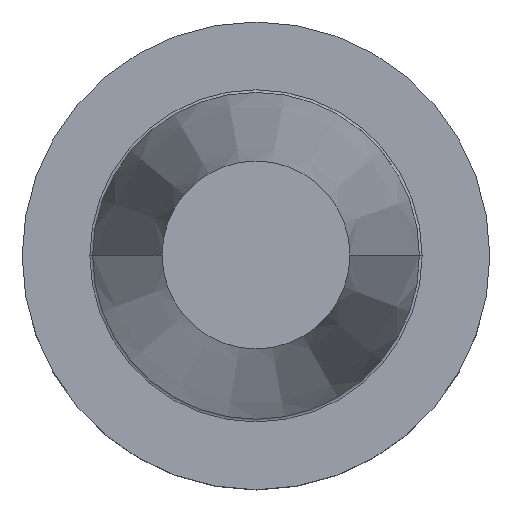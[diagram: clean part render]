
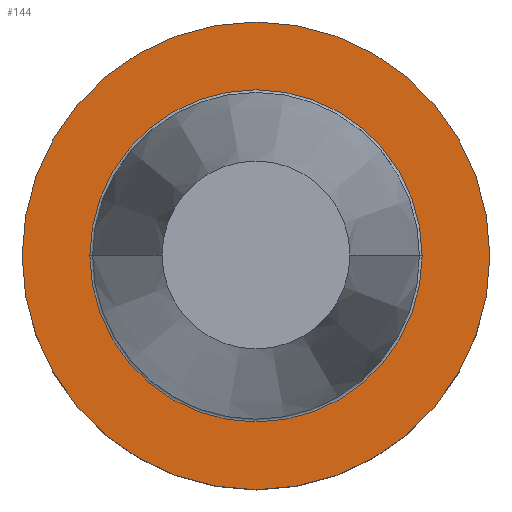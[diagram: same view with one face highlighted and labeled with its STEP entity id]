
A CAD part, top view. The second image highlights one B-rep face of the part: STEP entity #144.
In plain terms, the highlighted planar face has unit normal (0, 0, 1).
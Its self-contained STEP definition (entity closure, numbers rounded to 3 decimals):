
#77=PLANE('',#1071);
#104=FACE_BOUND('',#277,.T.);
#105=FACE_BOUND('',#278,.T.);
#144=ADVANCED_FACE('',(#104,#105),#77,.F.);
#277=EDGE_LOOP('',(#441,#442));
#278=EDGE_LOOP('',(#443));
#335=CIRCLE('',#1040,35.5);
#339=CIRCLE('',#1045,49.979);
#354=CIRCLE('',#1070,35.5);
#441=ORIENTED_EDGE('',*,*,#790,.T.);
#442=ORIENTED_EDGE('',*,*,#765,.T.);
#443=ORIENTED_EDGE('',*,*,#769,.F.);
#668=VERTEX_POINT('',#1458);
#669=VERTEX_POINT('',#1459);
#670=VERTEX_POINT('',#1465);
#765=EDGE_CURVE('',#668,#669,#335,.T.);
#769=EDGE_CURVE('',#670,#670,#339,.T.);
#790=EDGE_CURVE('',#669,#668,#354,.T.);
#1040=AXIS2_PLACEMENT_3D('',#1457,#1187,#1188);
#1045=AXIS2_PLACEMENT_3D('',#1464,#1197,#1198);
#1070=AXIS2_PLACEMENT_3D('',#1508,#1253,#1254);
#1071=AXIS2_PLACEMENT_3D('',#1509,#1255,#1256);
#1187=DIRECTION('',(0.,0.,-1.));
#1188=DIRECTION('',(-1.,0.,0.));
#1197=DIRECTION('',(0.,0.,-1.));
#1198=DIRECTION('',(-1.,0.,0.));
#1253=DIRECTION('',(0.,0.,-1.));
#1254=DIRECTION('',(-1.,0.,0.));
#1255=DIRECTION('',(0.,0.,-1.));
#1256=DIRECTION('',(1.,0.,0.));
#1457=CARTESIAN_POINT('',(0.,0.,-3.));
#1458=CARTESIAN_POINT('',(35.5,0.,-3.));
#1459=CARTESIAN_POINT('',(-35.5,0.,-3.));
#1464=CARTESIAN_POINT('',(0.,0.,-3.));
#1465=CARTESIAN_POINT('',(-49.979,0.,-3.));
#1508=CARTESIAN_POINT('',(0.,0.,-3.));
#1509=CARTESIAN_POINT('',(0.,35.5,-3.));
